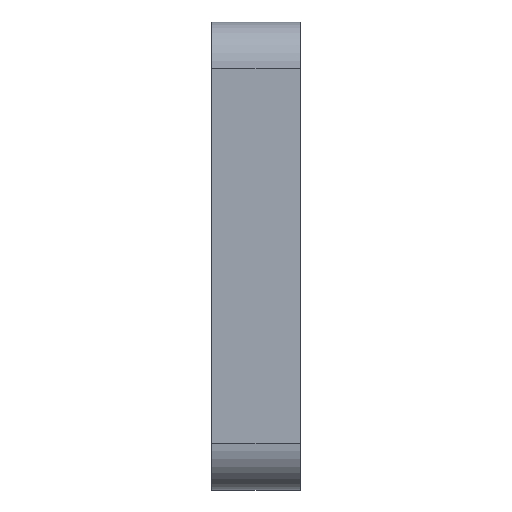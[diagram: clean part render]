
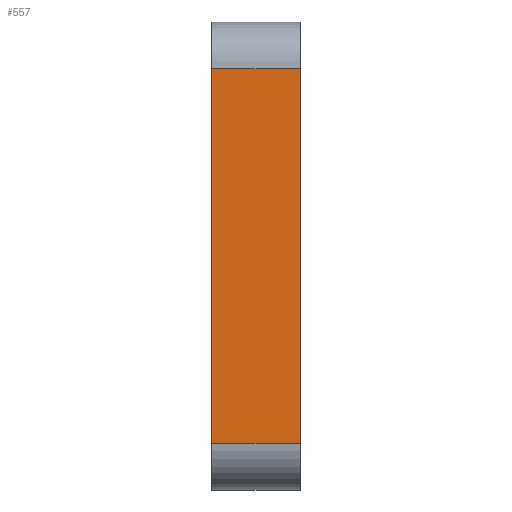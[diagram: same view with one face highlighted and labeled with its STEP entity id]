
A CAD part, left-side view. The second image highlights one B-rep face of the part: STEP entity #557.
In plain terms, the highlighted planar face has unit normal (-1, 0, 0).
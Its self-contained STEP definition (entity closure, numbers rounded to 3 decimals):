
#18 = EDGE_CURVE ( 'NONE', #1016, #212, #1203, .T. ) ;
#35 = CARTESIAN_POINT ( 'NONE',  ( -37.5, -9.5, 20. ) ) ;
#93 = VECTOR ( 'NONE', #891, 1000. ) ;
#162 = ORIENTED_EDGE ( 'NONE', *, *, #18, .F. ) ;
#176 = VERTEX_POINT ( 'NONE', #638 ) ;
#193 = ORIENTED_EDGE ( 'NONE', *, *, #308, .T. ) ;
#196 = EDGE_LOOP ( 'NONE', ( #162, #307, #426, #193 ) ) ;
#205 = VECTOR ( 'NONE', #632, 1000. ) ;
#212 = VERTEX_POINT ( 'NONE', #976 ) ;
#214 = DIRECTION ( 'NONE',  ( -1., 0., 0. ) ) ;
#307 = ORIENTED_EDGE ( 'NONE', *, *, #835, .F. ) ;
#308 = EDGE_CURVE ( 'NONE', #987, #212, #694, .T. ) ;
#313 = DIRECTION ( 'NONE',  ( 0., 0., 1. ) ) ;
#339 = CARTESIAN_POINT ( 'NONE',  ( -37.5, 0., -20. ) ) ;
#426 = ORIENTED_EDGE ( 'NONE', *, *, #485, .T. ) ;
#454 = DIRECTION ( 'NONE',  ( 0., 1., 0. ) ) ;
#485 = EDGE_CURVE ( 'NONE', #176, #987, #793, .T. ) ;
#557 = ADVANCED_FACE ( 'NONE', ( #1161 ), #633, .T. ) ;
#596 = CARTESIAN_POINT ( 'NONE',  ( -37.5, -9.5, 0. ) ) ;
#632 = DIRECTION ( 'NONE',  ( 0., 0., 1. ) ) ;
#633 = PLANE ( 'NONE',  #1173 ) ;
#638 = CARTESIAN_POINT ( 'NONE',  ( -37.5, -9.5, -20. ) ) ;
#650 = LINE ( 'NONE', #696, #93 ) ;
#687 = DIRECTION ( 'NONE',  ( 0., 0., 1. ) ) ;
#694 = LINE ( 'NONE', #35, #1193 ) ;
#696 = CARTESIAN_POINT ( 'NONE',  ( -37.5, -9.5, -20. ) ) ;
#793 = LINE ( 'NONE', #596, #1096 ) ;
#835 = EDGE_CURVE ( 'NONE', #176, #1016, #650, .T. ) ;
#891 = DIRECTION ( 'NONE',  ( 0., 1., 0. ) ) ;
#915 = CARTESIAN_POINT ( 'NONE',  ( -37.5, -9.5, 0. ) ) ;
#939 = CARTESIAN_POINT ( 'NONE',  ( -37.5, -9.5, 20. ) ) ;
#976 = CARTESIAN_POINT ( 'NONE',  ( -37.5, 0., 20. ) ) ;
#987 = VERTEX_POINT ( 'NONE', #939 ) ;
#1016 = VERTEX_POINT ( 'NONE', #339 ) ;
#1096 = VECTOR ( 'NONE', #687, 1000. ) ;
#1161 = FACE_OUTER_BOUND ( 'NONE', #196, .T. ) ;
#1173 = AXIS2_PLACEMENT_3D ( 'NONE', #915, #214, #313 ) ;
#1193 = VECTOR ( 'NONE', #454, 1000. ) ;
#1203 = LINE ( 'NONE', #1315, #205 ) ;
#1315 = CARTESIAN_POINT ( 'NONE',  ( -37.5, 0., 0. ) ) ;
